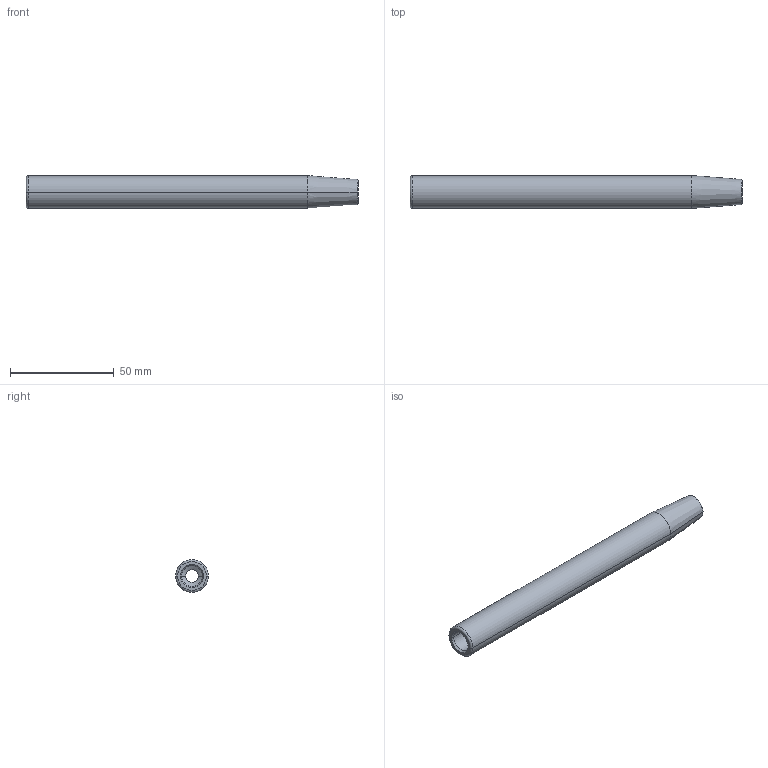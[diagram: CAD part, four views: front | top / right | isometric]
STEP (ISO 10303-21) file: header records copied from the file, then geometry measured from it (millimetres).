
FILE_DESCRIPTION((''),'2;1');
FILE_NAME('ST15_875-SFH7_9375-160','2020-04-27T09:32:21',('eos'),(''),'CREO PARAMETRIC BY PTC INC, 2018500','CREO PARAMETRIC BY PTC INC, 2018500','');
FILE_SCHEMA(('CONFIG_CONTROL_DESIGN'));
Length unit declared in the file: millimetre
Products named in the file (1): ST15_875-SFH7_9375-160
Bounding box: 160 x 15.88 x 15.88 mm (x, y, z)
Volume: 19516 mm3; surface area: 12709.5 mm2
Topology: 1 solids, 1 shells, 32 faces, 64 edges, 36 vertices
Faces by surface type: cone 10, cylinder 10, torus 8, plane 4
Entity records: 874 total; most frequent: DIRECTION 172, CARTESIAN_POINT 132, ORIENTED_EDGE 128, AXIS2_PLACEMENT_3D 76, EDGE_CURVE 64, CIRCLE 44, VERTEX_POINT 36, EDGE_LOOP 36
